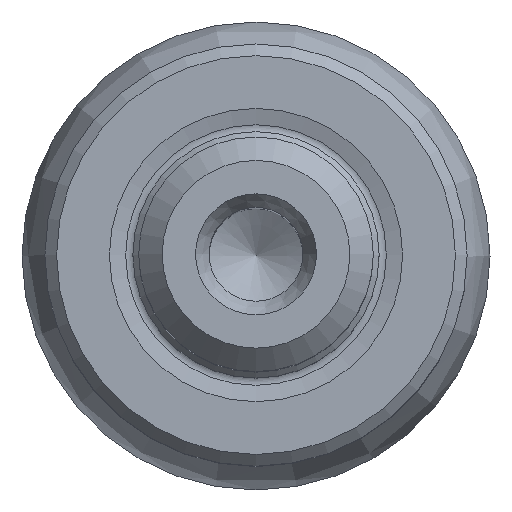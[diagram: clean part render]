
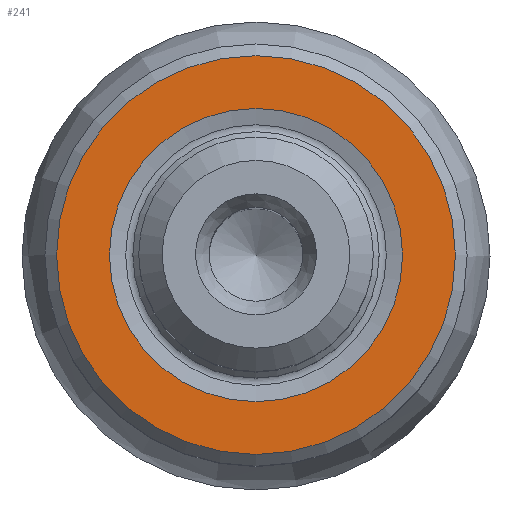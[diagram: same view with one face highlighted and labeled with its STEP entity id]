
A CAD part, top view. The second image highlights one B-rep face of the part: STEP entity #241.
In plain terms, the highlighted planar face has unit normal (0, 0, 1).
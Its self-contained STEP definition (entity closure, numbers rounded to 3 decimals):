
#241=ADVANCED_FACE('',(#269,#270),#266,.T.);
#266=PLANE('',#482);
#269=FACE_BOUND('',#316,.T.);
#270=FACE_BOUND('',#317,.T.);
#316=EDGE_LOOP('',(#362));
#317=EDGE_LOOP('',(#363));
#362=ORIENTED_EDGE('',*,*,#433,.T.);
#363=ORIENTED_EDGE('',*,*,#434,.T.);
#408=VERTEX_POINT('',#623);
#409=VERTEX_POINT('',#625);
#433=EDGE_CURVE('',#408,#408,#456,.T.);
#434=EDGE_CURVE('',#409,#409,#457,.T.);
#456=CIRCLE('',#480,8.5);
#457=CIRCLE('',#481,6.249);
#480=AXIS2_PLACEMENT_3D('',#622,#528,#529);
#481=AXIS2_PLACEMENT_3D('',#624,#530,#531);
#482=AXIS2_PLACEMENT_3D('',#626,#532,#533);
#528=DIRECTION('',(0.,0.,1.));
#529=DIRECTION('',(1.,0.,0.));
#530=DIRECTION('',(0.,0.,-1.));
#531=DIRECTION('',(-1.,0.,0.));
#532=DIRECTION('',(0.,0.,1.));
#533=DIRECTION('',(1.,0.,0.));
#622=CARTESIAN_POINT('',(0.,0.,0.));
#623=CARTESIAN_POINT('',(8.5,0.,0.));
#624=CARTESIAN_POINT('',(0.,0.,0.));
#625=CARTESIAN_POINT('',(-6.249,0.,0.));
#626=CARTESIAN_POINT('',(0.,0.,0.));
